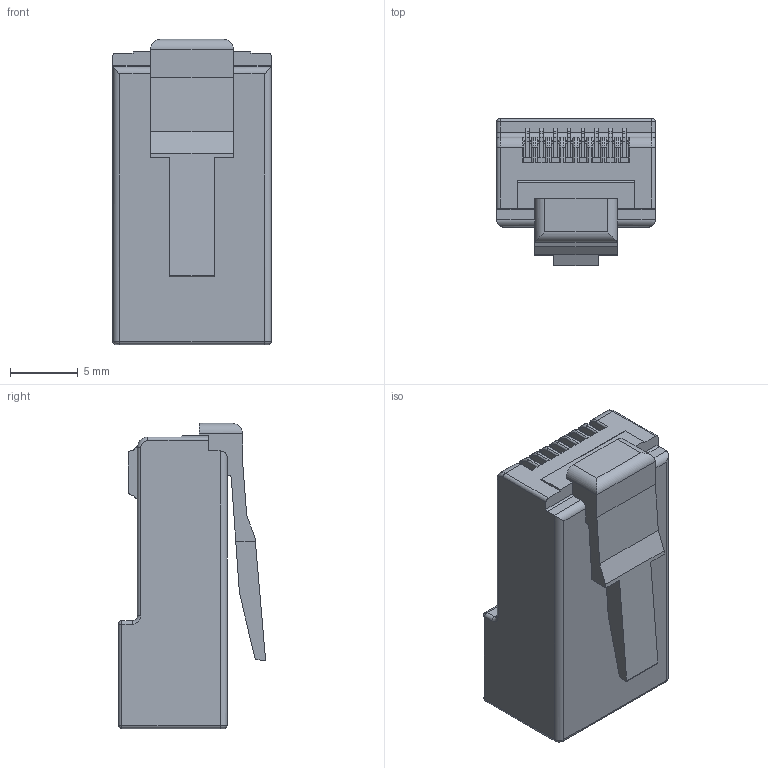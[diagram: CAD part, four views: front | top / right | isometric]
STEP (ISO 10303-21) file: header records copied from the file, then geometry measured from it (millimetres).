
FILE_DESCRIPTION (( 'STEP AP214' ), '1' );
FILE_NAME ('MOLEX_44915-0001.STEP', '2015-03-30T14:54:17', ( '' ), ( '' ), '', '', '' );
FILE_SCHEMA (( '' ));
Length unit declared in the file: millimetre
Products named in the file (1): MOLEX_44915-0001
Bounding box: 11.68 x 10.83 x 22.48 mm (x, y, z)
Volume: 1210.5 mm3; surface area: 2207.4 mm2
Topology: 9 solids, 9 shells, 439 faces, 1188 edges, 759 vertices
Faces by surface type: plane 239, cylinder 110, cone 40, torus 38, bspline 8, sphere 4
Entity records: 14434 total; most frequent: CARTESIAN_POINT 3211, ORIENTED_EDGE 2368, DIRECTION 2312, EDGE_CURVE 1184, AXIS2_PLACEMENT_3D 778, VERTEX_POINT 759, LINE 756, VECTOR 756
